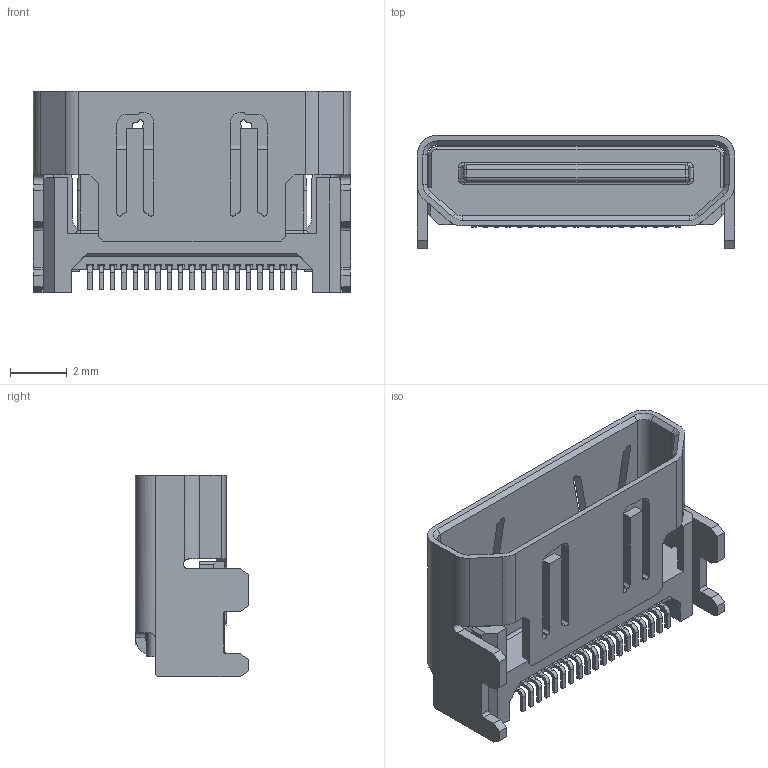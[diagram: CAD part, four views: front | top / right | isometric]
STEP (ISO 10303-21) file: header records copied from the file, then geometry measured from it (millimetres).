
FILE_DESCRIPTION(/* description */ (''),/* implementation_level */ '2;1');
FILE_NAME(/* name */ 'raspberry_pi_zero(mini_HDMI)_Dfaut.stp',/* time_stamp */ '2016-10-05T23:33:23-04:00',/* author */ (''),/* organization */ (''),/* preprocessor_version */ 'ST-DEVELOPER v16.5',/* originating_system */ 'Autodesk Translation Framework v5.1.0.3141',/* authorisation */ '');
FILE_SCHEMA (('AUTOMOTIVE_DESIGN { 1 0 10303 214 3 1 1 }'));
Length unit declared in the file: centimetre
Products named in the file (1): raspberry_pi_zero(mini_HDMI)_Dfaut
Bounding box: 11.2 x 4 x 7.1 mm (x, y, z)
Volume: 95.7 mm3; surface area: 473.6 mm2
Topology: 1 solids, 1 shells, 611 faces, 1753 edges, 1138 vertices
Faces by surface type: plane 448, cylinder 143, bspline 8, cone 8, torus 4
Entity records: 19973 total; most frequent: CARTESIAN_POINT 3695, ORIENTED_EDGE 3506, DIRECTION 3250, EDGE_CURVE 1753, LINE 1432, VECTOR 1432, VERTEX_POINT 1138, AXIS2_PLACEMENT_3D 909
